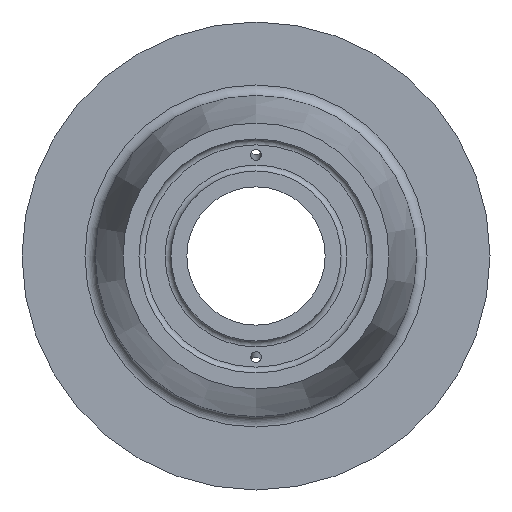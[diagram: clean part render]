
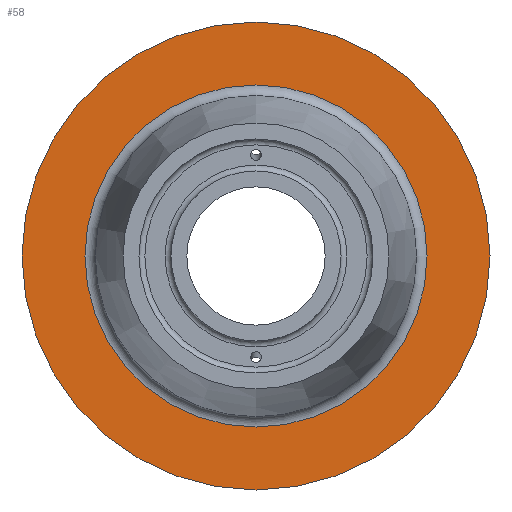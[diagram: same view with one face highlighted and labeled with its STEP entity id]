
A CAD part, left-side view. The second image highlights one B-rep face of the part: STEP entity #58.
In plain terms, the highlighted planar face has unit normal (-1, 0, 0).
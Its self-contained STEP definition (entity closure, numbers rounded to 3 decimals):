
#58 = ADVANCED_FACE( '', ( #125, #126 ), #127, .T. );
#125 = FACE_BOUND( '', #200, .T. );
#126 = FACE_OUTER_BOUND( '', #201, .T. );
#127 = PLANE( '', #202 );
#200 = EDGE_LOOP( '', ( #287 ) );
#201 = EDGE_LOOP( '', ( #288 ) );
#202 = AXIS2_PLACEMENT_3D( '', #289, #290, #291 );
#287 = ORIENTED_EDGE( '', *, *, #353, .T. );
#288 = ORIENTED_EDGE( '', *, *, #355, .F. );
#289 = CARTESIAN_POINT( '', ( 63., 0., 44. ) );
#290 = DIRECTION( '', ( -1., 0., 0. ) );
#291 = DIRECTION( '', ( 0., 0., 1. ) );
#353 = EDGE_CURVE( '', #399, #399, #400, .T. );
#355 = EDGE_CURVE( '', #402, #402, #403, .T. );
#399 = VERTEX_POINT( '', #451 );
#400 = CIRCLE( '', #452, 32.167 );
#402 = VERTEX_POINT( '', #454 );
#403 = CIRCLE( '', #455, 44. );
#451 = CARTESIAN_POINT( '', ( 63., 0., -32.167 ) );
#452 = AXIS2_PLACEMENT_3D( '', #506, #507, #508 );
#454 = CARTESIAN_POINT( '', ( 63., 0., -44. ) );
#455 = AXIS2_PLACEMENT_3D( '', #509, #510, #511 );
#506 = CARTESIAN_POINT( '', ( 63., 0., 0. ) );
#507 = DIRECTION( '', ( 1., 0., 0. ) );
#508 = DIRECTION( '', ( 0., 0., -1. ) );
#509 = CARTESIAN_POINT( '', ( 63., 0., 0. ) );
#510 = DIRECTION( '', ( 1., 0., 0. ) );
#511 = DIRECTION( '', ( 0., 0., -1. ) );
